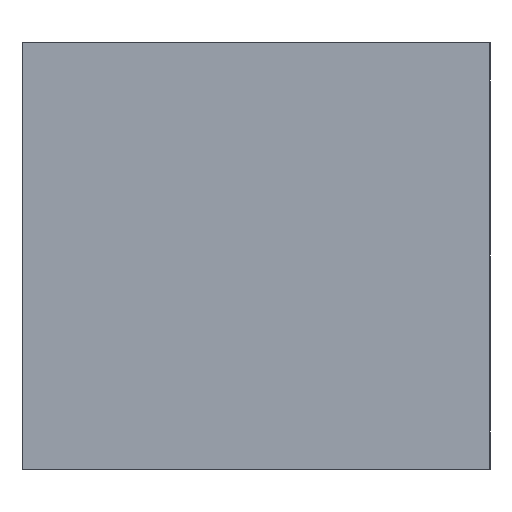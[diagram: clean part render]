
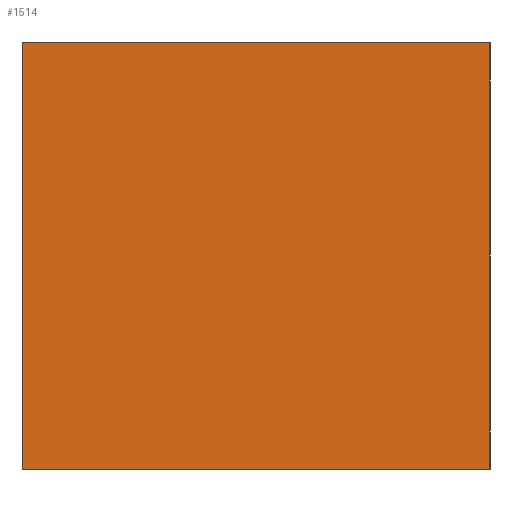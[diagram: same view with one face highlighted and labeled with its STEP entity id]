
A CAD part, left-side view. The second image highlights one B-rep face of the part: STEP entity #1514.
In plain terms, the highlighted planar face has unit normal (-1, 0, 0).
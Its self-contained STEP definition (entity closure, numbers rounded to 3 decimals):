
#69 = EDGE_LOOP ( 'NONE', ( #679, #680, #681, #676 ) ) ;
#131 = CARTESIAN_POINT ( 'NONE',  ( -7.25, 8., 2.45 ) ) ;
#132 = CARTESIAN_POINT ( 'NONE',  ( -7.25, -1.2, 2.45 ) ) ;
#133 = CARTESIAN_POINT ( 'NONE',  ( -7.25, -1.2, -5.95 ) ) ;
#134 = CARTESIAN_POINT ( 'NONE',  ( -7.25, 8., -5.95 ) ) ;
#238 = PLANE ( 'NONE',  #395 ) ;
#239 = CARTESIAN_POINT ( 'NONE',  ( -7.25, -1.2, 2.45 ) ) ;
#240 = DIRECTION ( 'NONE',  ( -1., 0., 0. ) ) ;
#241 = DIRECTION ( 'NONE',  ( 0., 0., 1. ) ) ;
#266 = FACE_OUTER_BOUND ( 'NONE', #69, .T. ) ;
#395 = AXIS2_PLACEMENT_3D ( 'NONE', #239, #240, #241 ) ;
#427 = VERTEX_POINT ( 'NONE', #131 ) ;
#428 = VERTEX_POINT ( 'NONE', #132 ) ;
#429 = VERTEX_POINT ( 'NONE', #133 ) ;
#430 = VERTEX_POINT ( 'NONE', #134 ) ;
#676 = ORIENTED_EDGE ( 'NONE', *, *, #1818, .T. ) ;
#679 = ORIENTED_EDGE ( 'NONE', *, *, #1820, .T. ) ;
#680 = ORIENTED_EDGE ( 'NONE', *, *, #1821, .T. ) ;
#681 = ORIENTED_EDGE ( 'NONE', *, *, #1815, .T. ) ;
#1085 = LINE ( 'NONE', #1086, #1193 ) ;
#1086 = CARTESIAN_POINT ( 'NONE',  ( -7.25, -1.2, 2.45 ) ) ;
#1087 = DIRECTION ( 'NONE',  ( 0., 1., 0. ) ) ;
#1094 = LINE ( 'NONE', #1095, #1196 ) ;
#1095 = CARTESIAN_POINT ( 'NONE',  ( -7.25, 8., 2.45 ) ) ;
#1096 = DIRECTION ( 'NONE',  ( 0., 0., -1. ) ) ;
#1100 = LINE ( 'NONE', #1101, #1198 ) ;
#1101 = CARTESIAN_POINT ( 'NONE',  ( -7.25, -1.2, -5.95 ) ) ;
#1102 = DIRECTION ( 'NONE',  ( 0., -1., 0. ) ) ;
#1103 = LINE ( 'NONE', #1104, #1199 ) ;
#1104 = CARTESIAN_POINT ( 'NONE',  ( -7.25, -1.2, 2.45 ) ) ;
#1105 = DIRECTION ( 'NONE',  ( 0., 0., 1. ) ) ;
#1193 = VECTOR ( 'NONE', #1087, 1000. ) ;
#1196 = VECTOR ( 'NONE', #1096, 1000. ) ;
#1198 = VECTOR ( 'NONE', #1102, 1000. ) ;
#1199 = VECTOR ( 'NONE', #1105, 1000. ) ;
#1514 = ADVANCED_FACE ( 'NONE', ( #266 ), #238, .T. ) ;
#1815 = EDGE_CURVE ( 'NONE', #428, #427, #1085, .T. ) ;
#1818 = EDGE_CURVE ( 'NONE', #427, #430, #1094, .T. ) ;
#1820 = EDGE_CURVE ( 'NONE', #430, #429, #1100, .T. ) ;
#1821 = EDGE_CURVE ( 'NONE', #429, #428, #1103, .T. ) ;
